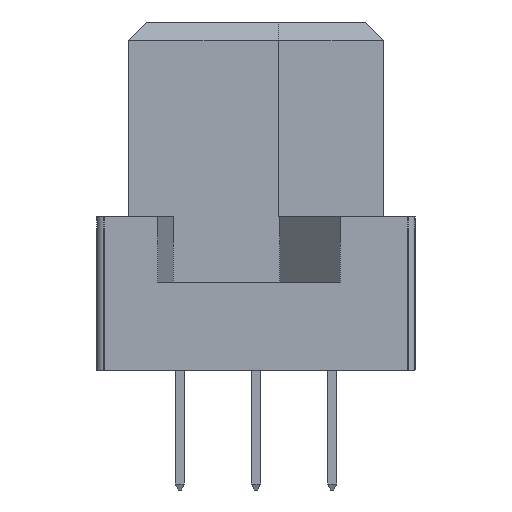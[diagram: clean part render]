
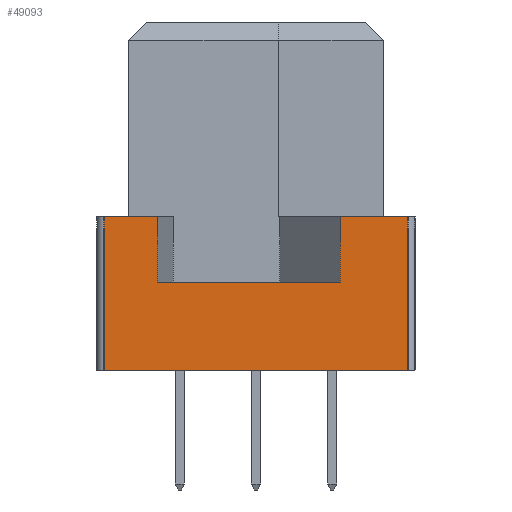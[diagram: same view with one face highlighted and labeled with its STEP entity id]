
A CAD part, left-side view. The second image highlights one B-rep face of the part: STEP entity #49093.
In plain terms, the highlighted planar face has unit normal (-1, 0, 0).
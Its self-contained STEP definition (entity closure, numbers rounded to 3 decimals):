
#32 = VERTEX_POINT('',#33);
#33 = CARTESIAN_POINT('',(-47.5,-5.066,5.11));
#40 = EDGE_CURVE('',#41,#32,#43,.T.);
#41 = VERTEX_POINT('',#42);
#42 = CARTESIAN_POINT('',(-47.5,-5.066,
    0.01));
#43 = LINE('',#44,#45);
#44 = CARTESIAN_POINT('',(-47.5,-5.066,-0.19));
#45 = VECTOR('',#46,1.);
#46 = DIRECTION('',(0.,0.,1.));
#48741 = EDGE_CURVE('',#48742,#48744,#48746,.T.);
#48742 = VERTEX_POINT('',#48743);
#48743 = CARTESIAN_POINT('',(-47.5,3.272,2.91));
#48744 = VERTEX_POINT('',#48745);
#48745 = CARTESIAN_POINT('',(-47.5,3.272,5.11));
#48746 = LINE('',#48747,#48748);
#48747 = CARTESIAN_POINT('',(-47.5,3.272,1.36));
#48748 = VECTOR('',#48749,1.);
#48749 = DIRECTION('',(0.,0.,1.));
#48892 = EDGE_CURVE('',#48893,#48742,#48895,.T.);
#48893 = VERTEX_POINT('',#48894);
#48894 = CARTESIAN_POINT('',(-47.5,-2.812,2.91));
#48895 = LINE('',#48896,#48897);
#48896 = CARTESIAN_POINT('',(-47.5,-2.734,2.91));
#48897 = VECTOR('',#48898,1.);
#48898 = DIRECTION('',(0.,1.,0.));
#49018 = EDGE_CURVE('',#49019,#48893,#49021,.T.);
#49019 = VERTEX_POINT('',#49020);
#49020 = CARTESIAN_POINT('',(-47.5,-2.812,5.11));
#49021 = LINE('',#49022,#49023);
#49022 = CARTESIAN_POINT('',(-47.5,-2.812,1.36));
#49023 = VECTOR('',#49024,1.);
#49024 = DIRECTION('',(0.,0.,-1.));
#49093 = ADVANCED_FACE('',(#49094),#49128,.T.);
#49094 = FACE_BOUND('',#49095,.T.);
#49095 = EDGE_LOOP('',(#49096,#49097,#49098,#49099,#49107,#49115,#49121,
    #49122));
#49096 = ORIENTED_EDGE('',*,*,#49018,.T.);
#49097 = ORIENTED_EDGE('',*,*,#48892,.T.);
#49098 = ORIENTED_EDGE('',*,*,#48741,.T.);
#49099 = ORIENTED_EDGE('',*,*,#49100,.F.);
#49100 = EDGE_CURVE('',#49101,#48744,#49103,.T.);
#49101 = VERTEX_POINT('',#49102);
#49102 = CARTESIAN_POINT('',(-47.5,5.066,5.11));
#49103 = LINE('',#49104,#49105);
#49104 = CARTESIAN_POINT('',(-47.5,3.75,5.11));
#49105 = VECTOR('',#49106,1.);
#49106 = DIRECTION('',(0.,-1.,0.));
#49107 = ORIENTED_EDGE('',*,*,#49108,.F.);
#49108 = EDGE_CURVE('',#49109,#49101,#49111,.T.);
#49109 = VERTEX_POINT('',#49110);
#49110 = CARTESIAN_POINT('',(-47.5,5.066,
    0.01));
#49111 = LINE('',#49112,#49113);
#49112 = CARTESIAN_POINT('',(-47.5,5.066,-0.19));
#49113 = VECTOR('',#49114,1.);
#49114 = DIRECTION('',(0.,0.,1.));
#49115 = ORIENTED_EDGE('',*,*,#49116,.F.);
#49116 = EDGE_CURVE('',#41,#49109,#49117,.T.);
#49117 = LINE('',#49118,#49119);
#49118 = CARTESIAN_POINT('',(-47.5,3.75,
    0.01));
#49119 = VECTOR('',#49120,1.);
#49120 = DIRECTION('',(0.,1.,0.));
#49121 = ORIENTED_EDGE('',*,*,#40,.T.);
#49122 = ORIENTED_EDGE('',*,*,#49123,.F.);
#49123 = EDGE_CURVE('',#49019,#32,#49124,.T.);
#49124 = LINE('',#49125,#49126);
#49125 = CARTESIAN_POINT('',(-47.5,3.75,5.11));
#49126 = VECTOR('',#49127,1.);
#49127 = DIRECTION('',(0.,-1.,0.));
#49128 = PLANE('',#49129);
#49129 = AXIS2_PLACEMENT_3D('',#49130,#49131,#49132);
#49130 = CARTESIAN_POINT('',(-47.5,0.,-0.19));
#49131 = DIRECTION('',(-1.,0.,0.));
#49132 = DIRECTION('',(0.,-1.,0.));
